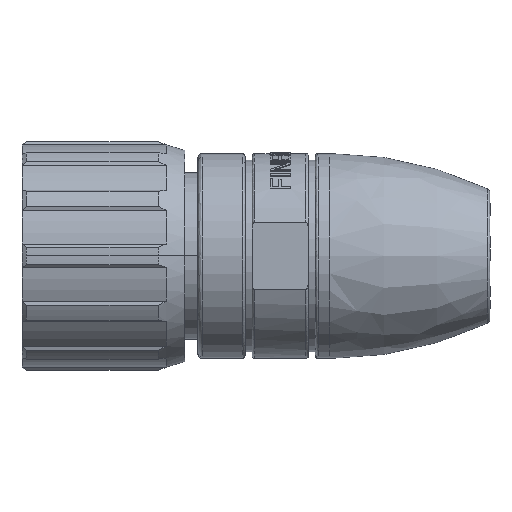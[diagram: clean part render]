
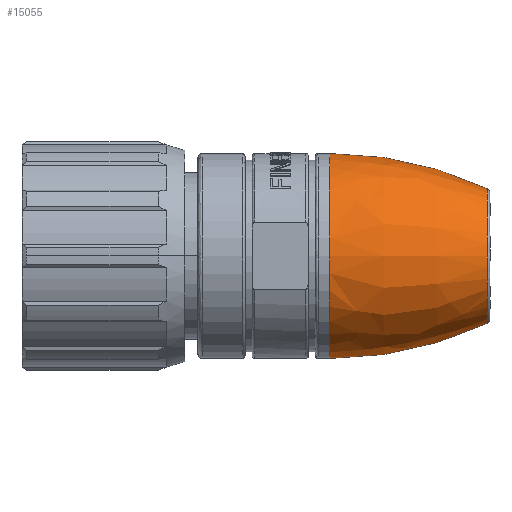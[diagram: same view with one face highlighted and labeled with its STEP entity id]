
A CAD part, top view. The second image highlights one B-rep face of the part: STEP entity #15055.
In plain terms, the highlighted free-form (B-spline) face has degree [3, 3] with [4, 4] control points.
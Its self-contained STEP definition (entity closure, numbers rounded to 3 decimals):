
#390 = DIRECTION ( 'NONE',  ( 0., 0., -1. ) ) ;
#744 = DIRECTION ( 'NONE',  ( 0., -1., 0. ) ) ;
#895 = CARTESIAN_POINT ( 'NONE',  ( 5.677, -10.155, 23.3 ) ) ;
#1296 =( BOUNDED_SURFACE ( )  B_SPLINE_SURFACE ( 3, 3, ( 
 ( #19229, #9904, #11467, #2350 ),
 ( #13043, #3899, #14594, #5446 ),
 ( #16156, #6943, #17747, #8432 ),
 ( #19294, #9978, #895, #11539 ) ),
 .UNSPECIFIED., .F., .F., .F. ) 
 B_SPLINE_SURFACE_WITH_KNOTS ( ( 4, 4 ),
 ( 4, 4 ),
 ( 0., 1. ),
 ( 0., 1. ),
 .UNSPECIFIED. ) 
 GEOMETRIC_REPRESENTATION_ITEM ( )  RATIONAL_B_SPLINE_SURFACE ( (
 ( 1., 0.333, 0.333, 1.),
 ( 0.984, 0.328, 0.328, 0.984),
 ( 0.984, 0.328, 0.328, 0.984),
 ( 1., 0.333, 0.333, 1.) ) ) 
 REPRESENTATION_ITEM ( '' )  SURFACE ( )  );
#1418 = EDGE_CURVE ( 'NONE', #18960, #11933, #9063, .T. ) ;
#1618 = DIRECTION ( 'NONE',  ( 1., 0., 0. ) ) ;
#1690 = CIRCLE ( 'NONE', #7716, 11.65 ) ;
#2350 = CARTESIAN_POINT ( 'NONE',  ( 23.59, -6.142, 0. ) ) ;
#2393 = EDGE_LOOP ( 'NONE', ( #2410, #11898, #18594, #18638 ) ) ;
#2410 = ORIENTED_EDGE ( 'NONE', *, *, #1418, .F. ) ;
#3231 = VERTEX_POINT ( 'NONE', #16554 ) ;
#3337 = FACE_OUTER_BOUND ( 'NONE', #2393, .T. ) ;
#3663 = AXIS2_PLACEMENT_3D ( 'NONE', #17137, #7848, #18700 ) ;
#3899 = CARTESIAN_POINT ( 'NONE',  ( 17.965, 11.785, 20.581 ) ) ;
#5446 = CARTESIAN_POINT ( 'NONE',  ( 17.965, -8.795, 0. ) ) ;
#6897 = EDGE_CURVE ( 'NONE', #19888, #3231, #19491, .T. ) ;
#6943 = CARTESIAN_POINT ( 'NONE',  ( 11.896, 13.145, 23.3 ) ) ;
#7099 = CARTESIAN_POINT ( 'NONE',  ( 23.59, -6.142, 0. ) ) ;
#7139 = EDGE_CURVE ( 'NONE', #3231, #11933, #1690, .T. ) ;
#7716 = AXIS2_PLACEMENT_3D ( 'NONE', #10710, #1618, #12275 ) ;
#7848 = DIRECTION ( 'NONE',  ( 1., 0., 0. ) ) ;
#8432 = CARTESIAN_POINT ( 'NONE',  ( 11.896, -10.155, 0. ) ) ;
#8831 = EDGE_CURVE ( 'NONE', #19888, #18960, #15059, .T. ) ;
#8843 = CARTESIAN_POINT ( 'NONE',  ( 5.677, -28.838, 0. ) ) ;
#9063 = CIRCLE ( 'NONE', #14072, 41.983 ) ;
#9228 = AXIS2_PLACEMENT_3D ( 'NONE', #8843, #19689, #10380 ) ;
#9904 = CARTESIAN_POINT ( 'NONE',  ( 23.59, 9.132, 15.273 ) ) ;
#9978 = CARTESIAN_POINT ( 'NONE',  ( 5.677, 13.145, 23.3 ) ) ;
#10380 = DIRECTION ( 'NONE',  ( 0., 1., 0. ) ) ;
#10710 = CARTESIAN_POINT ( 'NONE',  ( 5.677, 1.495, 0. ) ) ;
#11467 = CARTESIAN_POINT ( 'NONE',  ( 23.59, -6.142, 15.273 ) ) ;
#11539 = CARTESIAN_POINT ( 'NONE',  ( 5.677, -10.155, 0. ) ) ;
#11898 = ORIENTED_EDGE ( 'NONE', *, *, #8831, .F. ) ;
#11933 = VERTEX_POINT ( 'NONE', #14310 ) ;
#12275 = DIRECTION ( 'NONE',  ( 0., 1., 0. ) ) ;
#12648 = CARTESIAN_POINT ( 'NONE',  ( 5.677, 31.828, 0. ) ) ;
#13043 = CARTESIAN_POINT ( 'NONE',  ( 17.965, 11.785, 0. ) ) ;
#14072 = AXIS2_PLACEMENT_3D ( 'NONE', #12648, #390, #744 ) ;
#14310 = CARTESIAN_POINT ( 'NONE',  ( 5.677, -10.155, 0. ) ) ;
#14594 = CARTESIAN_POINT ( 'NONE',  ( 17.965, -8.795, 20.581 ) ) ;
#14938 = CARTESIAN_POINT ( 'NONE',  ( 23.59, 9.132, 0. ) ) ;
#15055 = ADVANCED_FACE ( 'NONE', ( #3337 ), #1296, .T. ) ;
#15059 = CIRCLE ( 'NONE', #3663, 7.637 ) ;
#16156 = CARTESIAN_POINT ( 'NONE',  ( 11.896, 13.145, 0. ) ) ;
#16554 = CARTESIAN_POINT ( 'NONE',  ( 5.677, 13.145, 0. ) ) ;
#17137 = CARTESIAN_POINT ( 'NONE',  ( 23.59, 1.495, 0. ) ) ;
#17747 = CARTESIAN_POINT ( 'NONE',  ( 11.896, -10.155, 23.3 ) ) ;
#18594 = ORIENTED_EDGE ( 'NONE', *, *, #6897, .T. ) ;
#18638 = ORIENTED_EDGE ( 'NONE', *, *, #7139, .T. ) ;
#18700 = DIRECTION ( 'NONE',  ( 0., 1., 0. ) ) ;
#18960 = VERTEX_POINT ( 'NONE', #7099 ) ;
#19229 = CARTESIAN_POINT ( 'NONE',  ( 23.59, 9.132, 0. ) ) ;
#19294 = CARTESIAN_POINT ( 'NONE',  ( 5.677, 13.145, 0. ) ) ;
#19491 = CIRCLE ( 'NONE', #9228, 41.983 ) ;
#19689 = DIRECTION ( 'NONE',  ( 0., 0., 1. ) ) ;
#19888 = VERTEX_POINT ( 'NONE', #14938 ) ;
